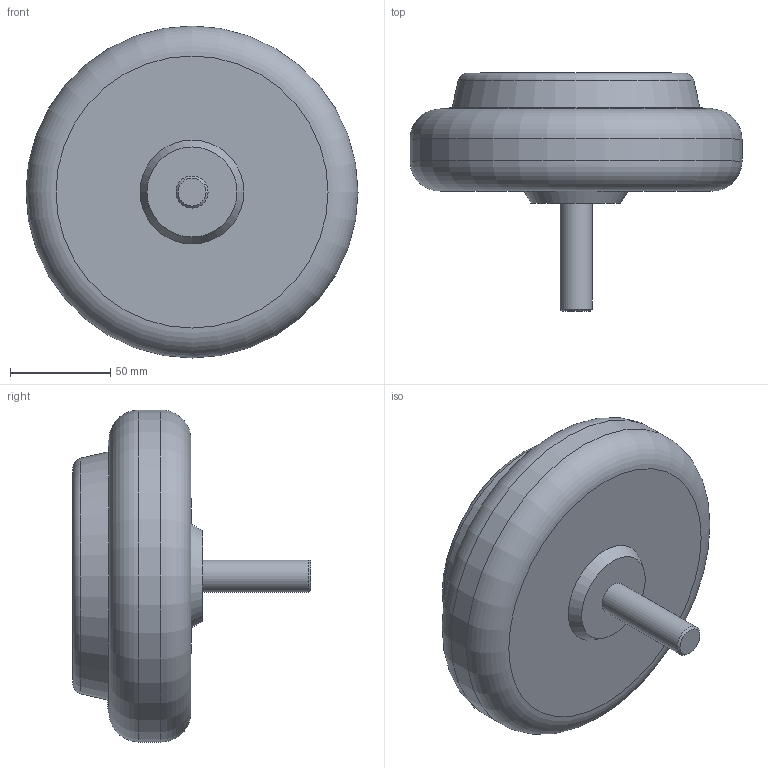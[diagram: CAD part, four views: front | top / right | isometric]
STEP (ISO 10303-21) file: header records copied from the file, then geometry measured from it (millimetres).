
FILE_DESCRIPTION(/* description */ ('Unknown'),/* implementation_level */ '2;1');
FILE_NAME(/* name */ 'Drive_Wheel',/* time_stamp */ '2023-03-05T10:02:57+01:00',/* author */ ('Unknown'),/* organization */ ('Unknown'),/* preprocessor_version */ 'ST-DEVELOPER v18.1',/* originating_system */ 'Solid Edge',/* authorisation */ 'Unknown');
FILE_SCHEMA (('AUTOMOTIVE_DESIGN {1 0 10303 214 3 1 1}'));
Length unit declared in the file: millimetre
Products named in the file (1): Drive_Wheel
Bounding box: 166 x 119 x 166 mm (x, y, z)
Volume: 1058223.1 mm3; surface area: 67052.4 mm2
Topology: 1 solids, 1 shells, 100 faces, 278 edges, 185 vertices
Faces by surface type: cylinder 63, plane 31, cone 3, torus 3
Full cylindrical faces by diameter (mm): 16 x1, 136 x1, 166 x1
Entity records: 3912 total; most frequent: DIRECTION 600, CARTESIAN_POINT 547, ORIENTED_EDGE 530, EDGE_CURVE 265, AXIS2_PLACEMENT_3D 234, VERTEX_POINT 181, CIRCLE 133, LINE 132
